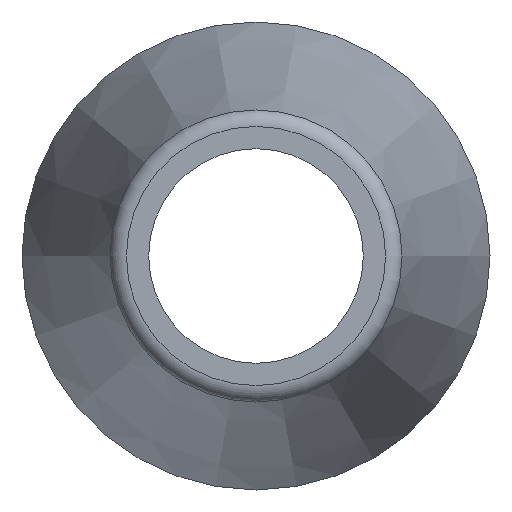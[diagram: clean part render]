
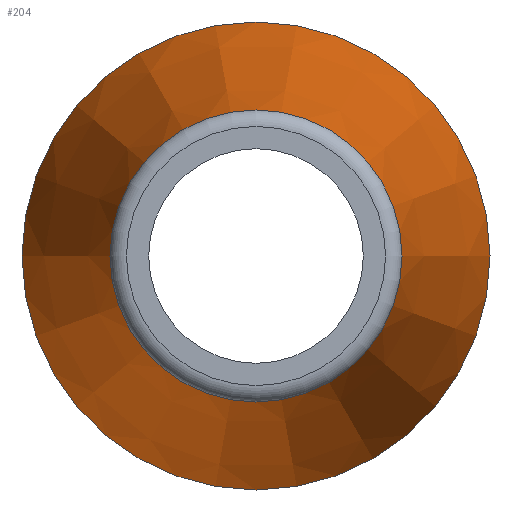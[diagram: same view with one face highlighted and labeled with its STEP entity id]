
A CAD part, left-side view. The second image highlights one B-rep face of the part: STEP entity #204.
In plain terms, the highlighted conical face has half-angle 13 degrees and reference radius 1.45 mm.
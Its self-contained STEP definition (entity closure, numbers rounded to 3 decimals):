
#173=CARTESIAN_POINT('',(0.101,1.123,0.));
#174=VERTEX_POINT('',#173);
#175=CARTESIAN_POINT('',(0.101,0.,0.));
#176=DIRECTION('',(-1.0,0.0,0.0));
#177=DIRECTION('',(0.0,-1.0,0.0));
#178=AXIS2_PLACEMENT_3D('',#175,#176,#177);
#179=CIRCLE('',#178,1.123);
#180=EDGE_CURVE('',#174,#174,#179,.T.);
#185=CARTESIAN_POINT('',(1.516,0.,0.0));
#186=DIRECTION('',(1.0,0.,0.0));
#187=DIRECTION('',(0.0,1.0,0.0));
#188=AXIS2_PLACEMENT_3D('',#185,#186,#187);
#189=CONICAL_SURFACE('',#188,1.45,13.);
#190=CARTESIAN_POINT('',(3.032,1.8,0.0));
#191=VERTEX_POINT('',#190);
#192=CARTESIAN_POINT('',(3.032,0.,0.0));
#193=DIRECTION('',(1.0,0.0,0.0));
#194=DIRECTION('',(0.0,1.0,0.0));
#195=AXIS2_PLACEMENT_3D('',#192,#193,#194);
#196=CIRCLE('',#195,1.8);
#197=EDGE_CURVE('',#191,#191,#196,.T.);
#198=ORIENTED_EDGE('',*,*,#197,.F.);
#199=EDGE_LOOP('',(#198));
#200=FACE_OUTER_BOUND('',#199,.T.);
#201=ORIENTED_EDGE('',*,*,#180,.F.);
#202=EDGE_LOOP('',(#201));
#203=FACE_BOUND('',#202,.T.);
#204=ADVANCED_FACE('',(#200,#203),#189,.T.);
